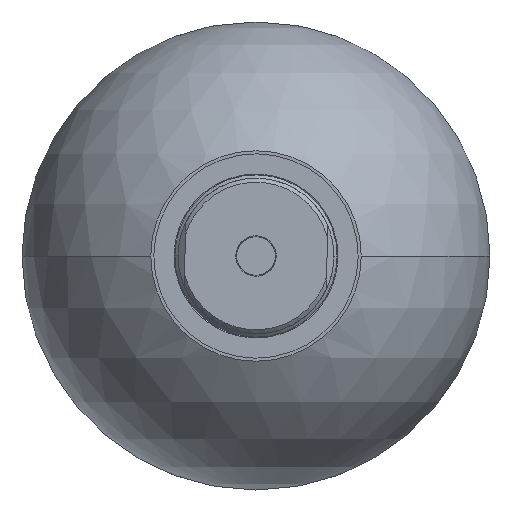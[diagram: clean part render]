
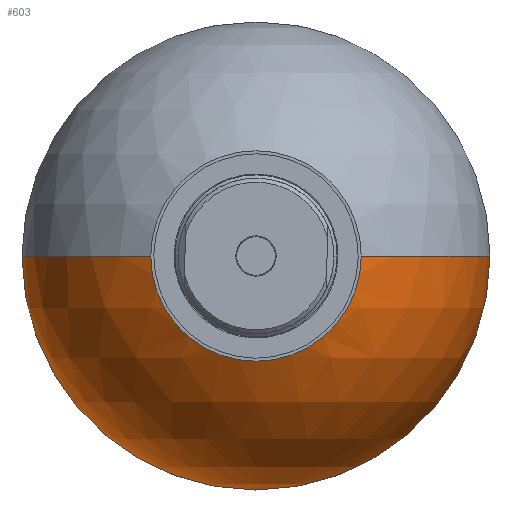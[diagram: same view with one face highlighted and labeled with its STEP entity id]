
A CAD part, front view. The second image highlights one B-rep face of the part: STEP entity #603.
In plain terms, the highlighted spherical face has radius 114.5 mm.
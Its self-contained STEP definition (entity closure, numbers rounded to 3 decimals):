
#25 = CIRCLE ( 'NONE', #2257, 114.5 ) ;
#115 = CARTESIAN_POINT ( 'NONE',  ( 0., 47.768, 0. ) ) ;
#182 = AXIS2_PLACEMENT_3D ( 'NONE', #712, #1212, #2295 ) ;
#220 = CARTESIAN_POINT ( 'NONE',  ( 0., 47.768, 0. ) ) ;
#269 = DIRECTION ( 'NONE',  ( -1., 0., 0. ) ) ;
#294 = DIRECTION ( 'NONE',  ( 0., 0., -1. ) ) ;
#306 = EDGE_CURVE ( 'NONE', #1304, #1824, #1160, .T. ) ;
#577 = EDGE_LOOP ( 'NONE', ( #2189, #1711, #1197, #1136 ) ) ;
#603 = ADVANCED_FACE ( 'NONE', ( #1650 ), #2175, .T. ) ;
#641 = CIRCLE ( 'NONE', #1354, 114.5 ) ;
#680 = DIRECTION ( 'NONE',  ( -1., 0., 0. ) ) ;
#696 = AXIS2_PLACEMENT_3D ( 'NONE', #717, #891, #1568 ) ;
#712 = CARTESIAN_POINT ( 'NONE',  ( 0., 47.768, 0. ) ) ;
#717 = CARTESIAN_POINT ( 'NONE',  ( 0., -54.497, 0. ) ) ;
#737 = AXIS2_PLACEMENT_3D ( 'NONE', #220, #1344, #269 ) ;
#743 = CIRCLE ( 'NONE', #696, 51.5 ) ;
#798 = EDGE_CURVE ( 'NONE', #1824, #1801, #743, .T. ) ;
#849 = CARTESIAN_POINT ( 'NONE',  ( 0., 47.768, 0. ) ) ;
#859 = CARTESIAN_POINT ( 'NONE',  ( 51.5, -54.497, 0. ) ) ;
#891 = DIRECTION ( 'NONE',  ( 0., -1., 0. ) ) ;
#1117 = EDGE_CURVE ( 'NONE', #1887, #1801, #25, .T. ) ;
#1136 = ORIENTED_EDGE ( 'NONE', *, *, #306, .F. ) ;
#1160 = CIRCLE ( 'NONE', #182, 114.5 ) ;
#1197 = ORIENTED_EDGE ( 'NONE', *, *, #798, .F. ) ;
#1212 = DIRECTION ( 'NONE',  ( 0., 0., 1. ) ) ;
#1230 = CARTESIAN_POINT ( 'NONE',  ( -114.5, 47.768, 0. ) ) ;
#1304 = VERTEX_POINT ( 'NONE', #1230 ) ;
#1344 = DIRECTION ( 'NONE',  ( 0., 0., -1. ) ) ;
#1354 = AXIS2_PLACEMENT_3D ( 'NONE', #849, #1699, #1364 ) ;
#1364 = DIRECTION ( 'NONE',  ( 1., 0., 0. ) ) ;
#1568 = DIRECTION ( 'NONE',  ( 1., 0., 0. ) ) ;
#1574 = CARTESIAN_POINT ( 'NONE',  ( -51.5, -54.497, 0. ) ) ;
#1650 = FACE_OUTER_BOUND ( 'NONE', #577, .T. ) ;
#1699 = DIRECTION ( 'NONE',  ( 0., -1., 0. ) ) ;
#1711 = ORIENTED_EDGE ( 'NONE', *, *, #1117, .T. ) ;
#1772 = CARTESIAN_POINT ( 'NONE',  ( 114.5, 47.768, 0. ) ) ;
#1801 = VERTEX_POINT ( 'NONE', #859 ) ;
#1824 = VERTEX_POINT ( 'NONE', #1574 ) ;
#1887 = VERTEX_POINT ( 'NONE', #1772 ) ;
#2009 = EDGE_CURVE ( 'NONE', #1304, #1887, #641, .T. ) ;
#2175 = SPHERICAL_SURFACE ( 'NONE', #737, 114.5 ) ;
#2189 = ORIENTED_EDGE ( 'NONE', *, *, #2009, .T. ) ;
#2257 = AXIS2_PLACEMENT_3D ( 'NONE', #115, #294, #680 ) ;
#2295 = DIRECTION ( 'NONE',  ( 1., 0., 0. ) ) ;
